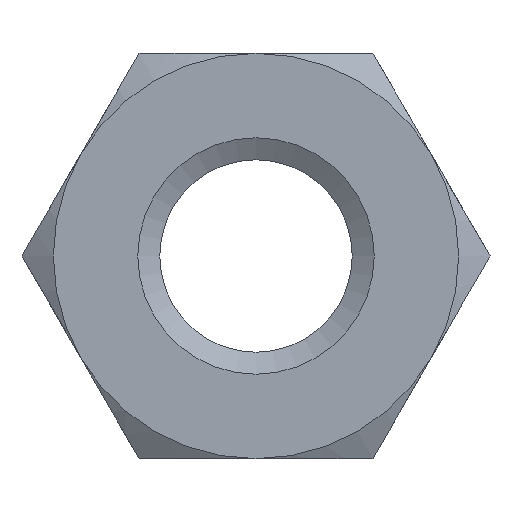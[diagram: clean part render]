
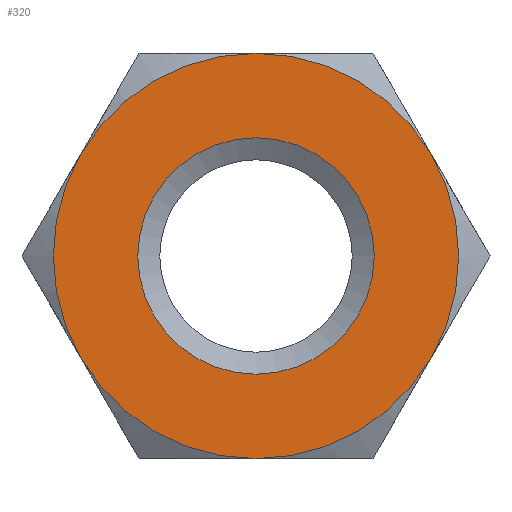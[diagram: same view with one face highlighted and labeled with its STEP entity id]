
A CAD part, left-side view. The second image highlights one B-rep face of the part: STEP entity #320.
In plain terms, the highlighted face is planar.
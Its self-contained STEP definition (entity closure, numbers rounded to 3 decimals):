
#56=PLANE('',#355);
#68=FACE_BOUND('',#101,.T.);
#73=FACE_OUTER_BOUND('',#100,.T.);
#100=EDGE_LOOP('',(#223,#224,#225,#226,#227,#228));
#101=EDGE_LOOP('',(#229));
#129=CIRCLE('',#354,1.75);
#130=CIRCLE('',#356,3.);
#131=CIRCLE('',#357,3.);
#132=CIRCLE('',#358,3.);
#133=CIRCLE('',#359,3.);
#134=CIRCLE('',#360,3.);
#135=CIRCLE('',#361,3.);
#145=VERTEX_POINT('',#495);
#146=VERTEX_POINT('',#498);
#147=VERTEX_POINT('',#499);
#148=VERTEX_POINT('',#501);
#149=VERTEX_POINT('',#503);
#150=VERTEX_POINT('',#505);
#151=VERTEX_POINT('',#507);
#173=EDGE_CURVE('',#145,#145,#129,.T.);
#174=EDGE_CURVE('',#146,#147,#130,.T.);
#175=EDGE_CURVE('',#147,#148,#131,.T.);
#176=EDGE_CURVE('',#148,#149,#132,.T.);
#177=EDGE_CURVE('',#149,#150,#133,.T.);
#178=EDGE_CURVE('',#150,#151,#134,.T.);
#179=EDGE_CURVE('',#151,#146,#135,.T.);
#223=ORIENTED_EDGE('',*,*,#174,.T.);
#224=ORIENTED_EDGE('',*,*,#175,.T.);
#225=ORIENTED_EDGE('',*,*,#176,.T.);
#226=ORIENTED_EDGE('',*,*,#177,.T.);
#227=ORIENTED_EDGE('',*,*,#178,.T.);
#228=ORIENTED_EDGE('',*,*,#179,.T.);
#229=ORIENTED_EDGE('',*,*,#173,.F.);
#320=ADVANCED_FACE('',(#73,#68),#56,.T.);
#354=AXIS2_PLACEMENT_3D('',#496,#410,#411);
#355=AXIS2_PLACEMENT_3D('',#497,#412,#413);
#356=AXIS2_PLACEMENT_3D('',#500,#414,#415);
#357=AXIS2_PLACEMENT_3D('',#502,#416,#417);
#358=AXIS2_PLACEMENT_3D('',#504,#418,#419);
#359=AXIS2_PLACEMENT_3D('',#506,#420,#421);
#360=AXIS2_PLACEMENT_3D('',#508,#422,#423);
#361=AXIS2_PLACEMENT_3D('',#509,#424,#425);
#410=DIRECTION('center_axis',(1.,0.,0.));
#411=DIRECTION('ref_axis',(0.,0.,1.));
#412=DIRECTION('center_axis',(1.,0.,0.));
#413=DIRECTION('ref_axis',(0.,0.,-1.));
#414=DIRECTION('center_axis',(1.,0.,0.));
#415=DIRECTION('ref_axis',(0.,1.,0.));
#416=DIRECTION('center_axis',(1.,0.,0.));
#417=DIRECTION('ref_axis',(0.,1.,0.));
#418=DIRECTION('center_axis',(1.,0.,0.));
#419=DIRECTION('ref_axis',(0.,1.,0.));
#420=DIRECTION('center_axis',(1.,0.,0.));
#421=DIRECTION('ref_axis',(0.,1.,0.));
#422=DIRECTION('center_axis',(1.,0.,0.));
#423=DIRECTION('ref_axis',(0.,1.,0.));
#424=DIRECTION('center_axis',(1.,0.,0.));
#425=DIRECTION('ref_axis',(0.,1.,0.));
#495=CARTESIAN_POINT('',(2.8,0.,-1.75));
#496=CARTESIAN_POINT('Origin',(2.8,0.,0.));
#497=CARTESIAN_POINT('Origin',(2.8,0.,0.));
#498=CARTESIAN_POINT('',(2.8,-2.598,-1.5));
#499=CARTESIAN_POINT('',(2.8,0.,-3.));
#500=CARTESIAN_POINT('Origin',(2.8,0.,0.));
#501=CARTESIAN_POINT('',(2.8,2.598,-1.5));
#502=CARTESIAN_POINT('Origin',(2.8,0.,0.));
#503=CARTESIAN_POINT('',(2.8,2.598,1.5));
#504=CARTESIAN_POINT('Origin',(2.8,0.,0.));
#505=CARTESIAN_POINT('',(2.8,0.,3.));
#506=CARTESIAN_POINT('Origin',(2.8,0.,0.));
#507=CARTESIAN_POINT('',(2.8,-2.598,1.5));
#508=CARTESIAN_POINT('Origin',(2.8,0.,0.));
#509=CARTESIAN_POINT('Origin',(2.8,0.,0.));
